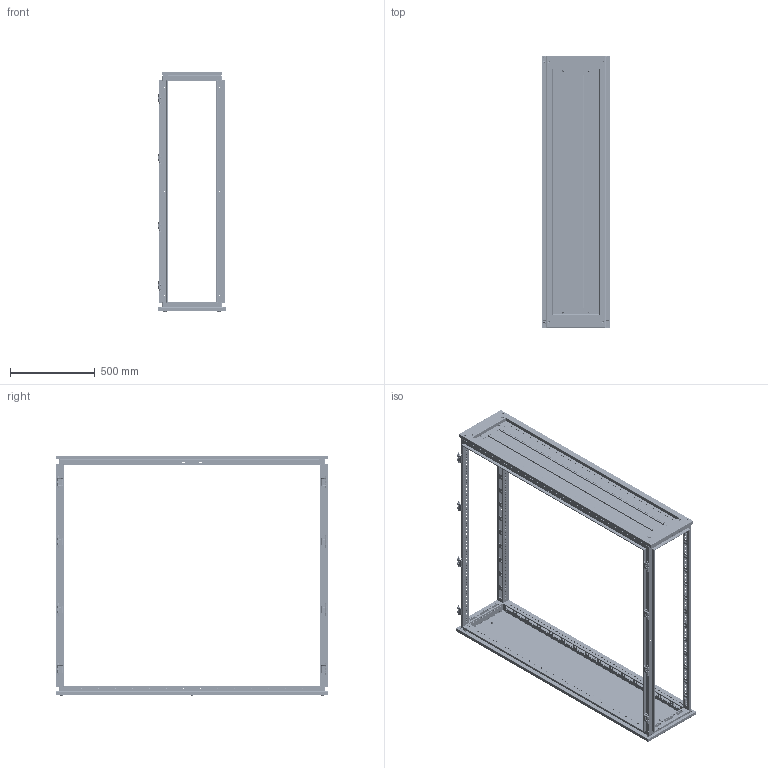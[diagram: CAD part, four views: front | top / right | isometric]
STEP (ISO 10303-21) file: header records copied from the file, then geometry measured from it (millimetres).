
FILE_DESCRIPTION (( 'STEP AP203' ), '1' );
FILE_NAME ('2.STEP', '2011-03-17T13:37:35', ( 'User' ), ( 'DKC' ), 'SwSTEP 2.0', 'SolidWorks 2011', '' );
FILE_SCHEMA (( 'CONFIG_CONTROL_DESIGN' ));
Products named in the file (24): 2; AC00C254_Default; cerniera DAE_Default; Assem roof_KTB164; end-cap; land; Flange nut M6_ISO 7044-M6-S; Pan Head Cross Recess Screw M6x35_ISO 7045 - M6 x 35 - Z --- 35S; ISO 7380 - M12 x 20 --- 20S_ISO 7380 - M12 x 20 --- 20S; Sviluppo tetto da_1600x400; Montante per quadro_1400; Assem base_KTB164; ISO 4762 M6 x 10 --- 10S_ISO 4762 M6 x 10 --- 10S; ISO 7044-M6-S_ISO 7044-M6-S; Acc00c561_Default; Traversa inferiore tenuta fondo_400; Fondo per quadro da_1600x95; AC00C469S_Default; AC00C469D_Default; Traversa laterale per quadro prof_400; Traversa frontale per quadro largh._1600; sealant for base_1600x400; Lamiera trasversale per fondo da_1600; Lamiera laterale per fondo da_400
Assembly tree (76 placements, depth 3):
  2
    AC00C254_Default  x8
    Montante per quadro_1400  x4
    Assem base_KTB164
      ISO 4762 M6 x 10 --- 10S_ISO 4762 M6 x 10 --- 10S  x4
      Acc00c561_Default  x6
      Traversa inferiore tenuta fondo_400  x2
      ISO 7044-M6-S_ISO 7044-M6-S  x4
      Traversa laterale per quadro prof_400  x2
      Fondo per quadro da_1600x95  x3
      Traversa frontale per quadro largh._1600  x2
      AC00C469D_Default  x2
      Lamiera trasversale per fondo da_1600  x2
      Lamiera laterale per fondo da_400  x2
      AC00C469S_Default  x2
      sealant for base_1600x400
    cerniera DAE_Default  x8
    Assem roof_KTB164
      AC00C469D_Default  x2
      ISO 7380 - M12 x 20 --- 20S_ISO 7380 - M12 x 20 --- 20S  x4
      Flange nut M6_ISO 7044-M6-S  x2
      Traversa laterale per quadro prof_400  x2
      Pan Head Cross Recess Screw M6x35_ISO 7045 - M6 x 35 - Z --- 35S  x2
      end-cap  x2
      land  x2
      Sviluppo tetto da_1600x400
      AC00C469S_Default  x2
      sealant for base_1600x400
      Traversa frontale per quadro largh._1600  x2
Bounding box: 399 x 1600.5 x 1414.1 mm (x, y, z)
Volume: 6724392.6 mm3; surface area: 8309102.2 mm2
Topology: 76 solids, 76 shells, 14864 faces, 40208 edges, 25746 vertices
Faces by surface type: plane 7368, cylinder 4550, cone 1768, bspline 818, torus 252, sphere 108
Entity records: 207132 total; most frequent: CARTESIAN_POINT 99074, ORIENTED_EDGE 22230, DIRECTION 20921, EDGE_CURVE 11115, VERTEX_POINT 7127, AXIS2_PLACEMENT_3D 7113, VECTOR 6695, LINE 6695
